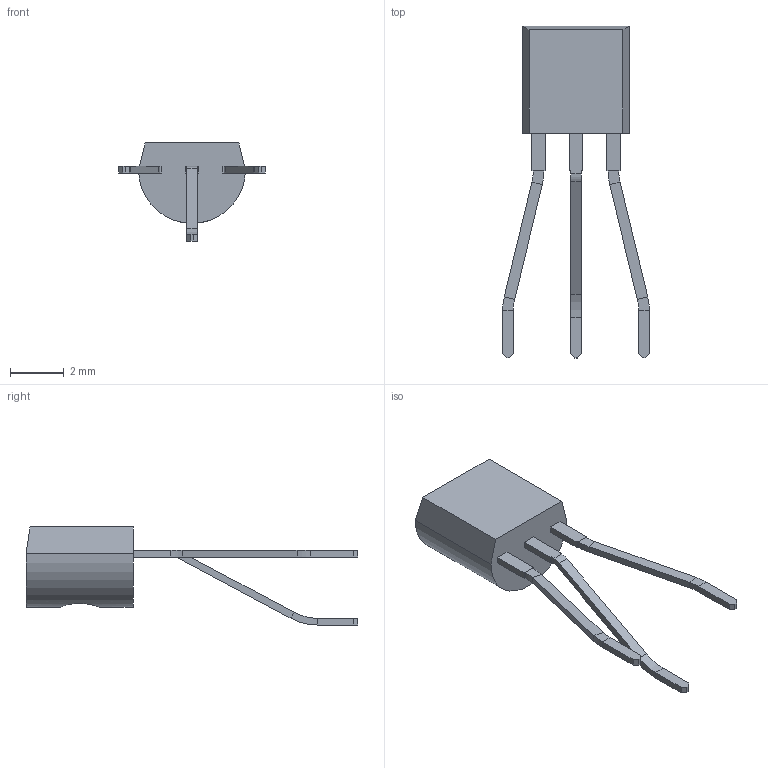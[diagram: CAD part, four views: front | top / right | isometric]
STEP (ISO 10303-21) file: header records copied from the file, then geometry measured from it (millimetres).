
FILE_DESCRIPTION (( 'STEP AP214' ), '1' );
FILE_NAME ('Transistor TO-92 no description.STEP', '2023-08-16T13:34:21', ( '' ), ( '' ), 'SwSTEP 2.0', 'SolidWorks 2023', '' );
FILE_SCHEMA (( 'AUTOMOTIVE_DESIGN' ));
Length unit declared in the file: millimetre
Products named in the file (1): Transistor TO-92 no description
Bounding box: 5.48 x 12.4 x 3.67 mm (x, y, z)
Volume: 41.8 mm3; surface area: 104.3 mm2
Topology: 1 solids, 1 shells, 103 faces, 239 edges, 143 vertices
Faces by surface type: plane 77, cylinder 14, bspline 12
Full cylindrical faces by diameter (mm): 1.5 x1
Entity records: 3770 total; most frequent: CARTESIAN_POINT 1216, ORIENTED_EDGE 474, DIRECTION 423, EDGE_CURVE 237, VECTOR 185, LINE 185, VERTEX_POINT 142, AXIS2_PLACEMENT_3D 119
